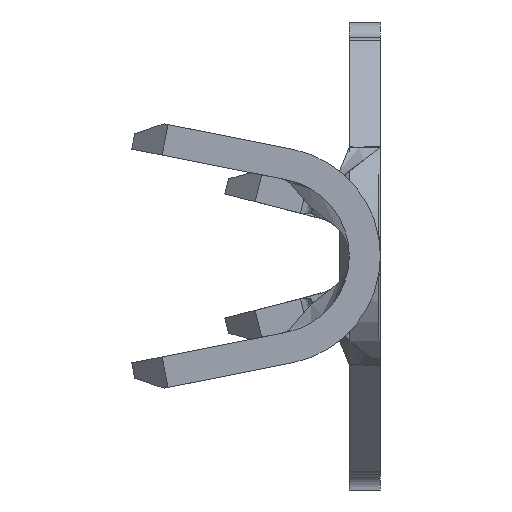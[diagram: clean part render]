
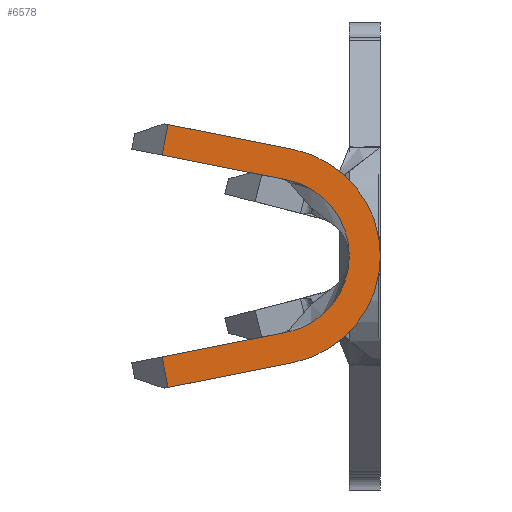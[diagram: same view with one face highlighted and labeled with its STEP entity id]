
A CAD part, left-side view. The second image highlights one B-rep face of the part: STEP entity #6578.
In plain terms, the highlighted planar face has unit normal (-1, 0, 0).
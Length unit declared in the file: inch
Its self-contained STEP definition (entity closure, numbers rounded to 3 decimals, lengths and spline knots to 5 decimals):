
#27 = CARTESIAN_POINT ( 'NONE',  ( -0.467, 0.07, 0. ) ) ;
#385 = ORIENTED_EDGE ( 'NONE', *, *, #1031, .T. ) ;
#411 = CARTESIAN_POINT ( 'NONE',  ( -0.467, 0.07, 0. ) ) ;
#516 = VECTOR ( 'NONE', #4108, 39.37008 ) ;
#540 = CARTESIAN_POINT ( 'NONE',  ( -0.467, 0.05644, -0.06867 ) ) ;
#599 = EDGE_CURVE ( 'NONE', #1907, #4855, #4779, .T. ) ;
#735 = LINE ( 'NONE', #2942, #2333 ) ;
#854 = CARTESIAN_POINT ( 'NONE',  ( -0.467, 0.14038, 0.06486 ) ) ;
#1031 = EDGE_CURVE ( 'NONE', #3912, #5818, #5815, .T. ) ;
#1059 = CARTESIAN_POINT ( 'NONE',  ( -0.467, 0.06032, 0.04905 ) ) ;
#1104 = DIRECTION ( 'NONE',  ( 1., 0., 0. ) ) ;
#1217 = CARTESIAN_POINT ( 'NONE',  ( -0.467, 0.06032, 0.04905 ) ) ;
#1336 = ORIENTED_EDGE ( 'NONE', *, *, #2583, .T. ) ;
#1521 = EDGE_LOOP ( 'NONE', ( #2547, #385, #3713, #5500, #6086, #6836, #2437, #1336 ) ) ;
#1576 = EDGE_CURVE ( 'NONE', #7135, #5252, #2937, .T. ) ;
#1669 = VERTEX_POINT ( 'NONE', #6717 ) ;
#1739 = EDGE_CURVE ( 'NONE', #5252, #1907, #6859, .T. ) ;
#1779 = DIRECTION ( 'NONE',  ( 0., -0.981, 0.194 ) ) ;
#1848 = DIRECTION ( 'NONE',  ( 0., 0., 1. ) ) ;
#1889 = CARTESIAN_POINT ( 'NONE',  ( -0.467, 0.06032, -0.04905 ) ) ;
#1907 = VERTEX_POINT ( 'NONE', #4329 ) ;
#1957 = EDGE_CURVE ( 'NONE', #5818, #7135, #6020, .T. ) ;
#2021 = DIRECTION ( 'NONE',  ( 0., -0.194, -0.981 ) ) ;
#2231 = DIRECTION ( 'NONE',  ( -1., 0., 0. ) ) ;
#2333 = VECTOR ( 'NONE', #5155, 39.37008 ) ;
#2437 = ORIENTED_EDGE ( 'NONE', *, *, #5710, .T. ) ;
#2468 = VECTOR ( 'NONE', #3280, 39.37008 ) ;
#2547 = ORIENTED_EDGE ( 'NONE', *, *, #3952, .T. ) ;
#2583 = EDGE_CURVE ( 'NONE', #3627, #1669, #3051, .T. ) ;
#2604 = DIRECTION ( 'NONE',  ( -1., 0., 0. ) ) ;
#2772 = FACE_OUTER_BOUND ( 'NONE', #1521, .T. ) ;
#2937 = CIRCLE ( 'NONE', #6070, 0.05 ) ;
#2942 = CARTESIAN_POINT ( 'NONE',  ( -0.467, 0.05644, 0.06867 ) ) ;
#3051 = CIRCLE ( 'NONE', #6170, 0.07 ) ;
#3065 = DIRECTION ( 'NONE',  ( 0., 0.194, -0.981 ) ) ;
#3280 = DIRECTION ( 'NONE',  ( 0., -0.981, -0.194 ) ) ;
#3326 = DIRECTION ( 'NONE',  ( 0., 0., 1. ) ) ;
#3627 = VERTEX_POINT ( 'NONE', #540 ) ;
#3692 = CARTESIAN_POINT ( 'NONE',  ( -0.467, 0.06032, -0.04905 ) ) ;
#3713 = ORIENTED_EDGE ( 'NONE', *, *, #1957, .T. ) ;
#3815 = AXIS2_PLACEMENT_3D ( 'NONE', #27, #2231, #1848 ) ;
#3912 = VERTEX_POINT ( 'NONE', #4477 ) ;
#3952 = EDGE_CURVE ( 'NONE', #1669, #3912, #735, .T. ) ;
#4054 = VECTOR ( 'NONE', #2021, 39.37008 ) ;
#4108 = DIRECTION ( 'NONE',  ( 0., 0.981, -0.194 ) ) ;
#4329 = CARTESIAN_POINT ( 'NONE',  ( -0.467, 0.14038, -0.06486 ) ) ;
#4477 = CARTESIAN_POINT ( 'NONE',  ( -0.467, 0.1365, 0.08448 ) ) ;
#4540 = LINE ( 'NONE', #6748, #6504 ) ;
#4779 = LINE ( 'NONE', #6992, #4054 ) ;
#4828 = DIRECTION ( 'NONE',  ( 0., 0., 1. ) ) ;
#4855 = VERTEX_POINT ( 'NONE', #6682 ) ;
#4991 = PLANE ( 'NONE',  #3815 ) ;
#5155 = DIRECTION ( 'NONE',  ( 0., 0.981, 0.194 ) ) ;
#5252 = VERTEX_POINT ( 'NONE', #3692 ) ;
#5371 = CARTESIAN_POINT ( 'NONE',  ( -0.467, 0.14038, 0.06486 ) ) ;
#5451 = VECTOR ( 'NONE', #3065, 39.37008 ) ;
#5500 = ORIENTED_EDGE ( 'NONE', *, *, #1576, .T. ) ;
#5710 = EDGE_CURVE ( 'NONE', #4855, #3627, #4540, .T. ) ;
#5815 = LINE ( 'NONE', #854, #5451 ) ;
#5818 = VERTEX_POINT ( 'NONE', #5371 ) ;
#6020 = LINE ( 'NONE', #1059, #2468 ) ;
#6069 = CARTESIAN_POINT ( 'NONE',  ( -0.467, 0.07, 0. ) ) ;
#6070 = AXIS2_PLACEMENT_3D ( 'NONE', #6069, #1104, #3326 ) ;
#6086 = ORIENTED_EDGE ( 'NONE', *, *, #1739, .T. ) ;
#6170 = AXIS2_PLACEMENT_3D ( 'NONE', #411, #2604, #4828 ) ;
#6504 = VECTOR ( 'NONE', #1779, 39.37008 ) ;
#6578 = ADVANCED_FACE ( 'NONE', ( #2772 ), #4991, .T. ) ;
#6682 = CARTESIAN_POINT ( 'NONE',  ( -0.467, 0.1365, -0.08448 ) ) ;
#6717 = CARTESIAN_POINT ( 'NONE',  ( -0.467, 0.05644, 0.06867 ) ) ;
#6748 = CARTESIAN_POINT ( 'NONE',  ( -0.467, 0.05644, -0.06867 ) ) ;
#6836 = ORIENTED_EDGE ( 'NONE', *, *, #599, .T. ) ;
#6859 = LINE ( 'NONE', #1889, #516 ) ;
#6992 = CARTESIAN_POINT ( 'NONE',  ( -0.467, 0.13844, -0.07467 ) ) ;
#7135 = VERTEX_POINT ( 'NONE', #1217 ) ;
